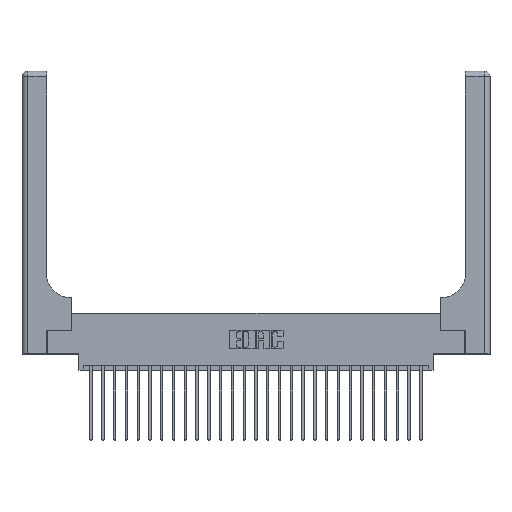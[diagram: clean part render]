
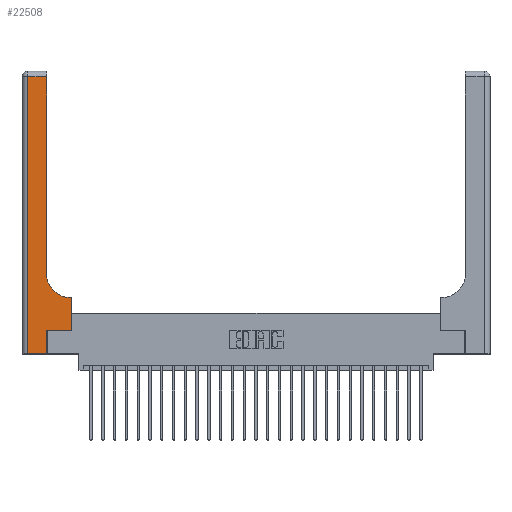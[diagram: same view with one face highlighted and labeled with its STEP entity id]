
A CAD part, top view. The second image highlights one B-rep face of the part: STEP entity #22508.
In plain terms, the highlighted planar face has unit normal (0, 0, 1).
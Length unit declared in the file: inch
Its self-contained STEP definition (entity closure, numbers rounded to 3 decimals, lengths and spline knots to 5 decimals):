
#26 = ORIENTED_EDGE ( 'NONE', *, *, #13077, .T. ) ;
#819 = CARTESIAN_POINT ( 'NONE',  ( 0.265, 0.25, 0.37 ) ) ;
#1075 = VERTEX_POINT ( 'NONE', #19818 ) ;
#1251 = DIRECTION ( 'NONE',  ( 0., 1., 0. ) ) ;
#1540 = EDGE_CURVE ( 'NONE', #16908, #8452, #22050, .T. ) ;
#1600 = DIRECTION ( 'NONE',  ( 1., 0., 0. ) ) ;
#1689 = CARTESIAN_POINT ( 'NONE',  ( 0.265, 0., 0.37 ) ) ;
#1801 = CARTESIAN_POINT ( 'NONE',  ( 0.528, 0.25, 0.37 ) ) ;
#1956 = ORIENTED_EDGE ( 'NONE', *, *, #17020, .T. ) ;
#2439 = PLANE ( 'NONE',  #13082 ) ;
#2478 = CARTESIAN_POINT ( 'NONE',  ( 0.06, 0., 0.37 ) ) ;
#3158 = VERTEX_POINT ( 'NONE', #13763 ) ;
#3257 = EDGE_LOOP ( 'NONE', ( #20525, #1956, #9283, #26, #20669, #25753, #9888, #14806, #18903 ) ) ;
#3607 = CARTESIAN_POINT ( 'NONE',  ( 0.51, 0.85, 0.37 ) ) ;
#4049 = LINE ( 'NONE', #1801, #13950 ) ;
#4559 = VECTOR ( 'NONE', #19957, 39.37008 ) ;
#4671 = CIRCLE ( 'NONE', #18791, 0.25 ) ;
#4717 = EDGE_CURVE ( 'NONE', #1075, #5420, #26281, .T. ) ;
#4929 = VECTOR ( 'NONE', #15393, 39.37008 ) ;
#5420 = VERTEX_POINT ( 'NONE', #13428 ) ;
#5476 = CARTESIAN_POINT ( 'NONE',  ( 0.06, 2.94, 0.37 ) ) ;
#5867 = DIRECTION ( 'NONE',  ( -1., 0., 0. ) ) ;
#5879 = DIRECTION ( 'NONE',  ( 1., 0., 0. ) ) ;
#6067 = DIRECTION ( 'NONE',  ( 0., 1., 0. ) ) ;
#6291 = EDGE_CURVE ( 'NONE', #3158, #1075, #4671, .T. ) ;
#6552 = EDGE_CURVE ( 'NONE', #16902, #12107, #16949, .T. ) ;
#7245 = CARTESIAN_POINT ( 'NONE',  ( 0.26, 0.6, 0.37 ) ) ;
#8452 = VERTEX_POINT ( 'NONE', #16393 ) ;
#9283 = ORIENTED_EDGE ( 'NONE', *, *, #6552, .T. ) ;
#9623 = LINE ( 'NONE', #24203, #18117 ) ;
#9888 = ORIENTED_EDGE ( 'NONE', *, *, #22297, .T. ) ;
#10070 = VERTEX_POINT ( 'NONE', #1689 ) ;
#10083 = VECTOR ( 'NONE', #1251, 39.37008 ) ;
#10147 = CARTESIAN_POINT ( 'NONE',  ( 0.265, 0.25, 0.37 ) ) ;
#10604 = DIRECTION ( 'NONE',  ( 0., 0., -1. ) ) ;
#10919 = EDGE_CURVE ( 'NONE', #10070, #16908, #19565, .T. ) ;
#12107 = VERTEX_POINT ( 'NONE', #2478 ) ;
#12990 = CARTESIAN_POINT ( 'NONE',  ( 0., 3., 0.37 ) ) ;
#13077 = EDGE_CURVE ( 'NONE', #12107, #10070, #22032, .T. ) ;
#13082 = AXIS2_PLACEMENT_3D ( 'NONE', #12990, #10604, #17003 ) ;
#13374 = LINE ( 'NONE', #7245, #4929 ) ;
#13428 = CARTESIAN_POINT ( 'NONE',  ( 0.26, 2.94, 0.37 ) ) ;
#13763 = CARTESIAN_POINT ( 'NONE',  ( 0.51, 0.6, 0.37 ) ) ;
#13950 = VECTOR ( 'NONE', #6067, 39.37008 ) ;
#14806 = ORIENTED_EDGE ( 'NONE', *, *, #15250, .T. ) ;
#15250 = EDGE_CURVE ( 'NONE', #20270, #3158, #13374, .T. ) ;
#15393 = DIRECTION ( 'NONE',  ( -1., 0., 0. ) ) ;
#16393 = CARTESIAN_POINT ( 'NONE',  ( 0.528, 0.25, 0.37 ) ) ;
#16902 = VERTEX_POINT ( 'NONE', #5476 ) ;
#16908 = VERTEX_POINT ( 'NONE', #819 ) ;
#16949 = LINE ( 'NONE', #25559, #25227 ) ;
#17003 = DIRECTION ( 'NONE',  ( -1., 0., 0. ) ) ;
#17020 = EDGE_CURVE ( 'NONE', #5420, #16902, #9623, .T. ) ;
#17266 = FACE_OUTER_BOUND ( 'NONE', #3257, .T. ) ;
#18117 = VECTOR ( 'NONE', #5867, 39.37008 ) ;
#18791 = AXIS2_PLACEMENT_3D ( 'NONE', #3607, #21817, #5879 ) ;
#18903 = ORIENTED_EDGE ( 'NONE', *, *, #6291, .T. ) ;
#19371 = DIRECTION ( 'NONE',  ( 0., -1., 0. ) ) ;
#19565 = LINE ( 'NONE', #26279, #10083 ) ;
#19818 = CARTESIAN_POINT ( 'NONE',  ( 0.26, 0.85, 0.37 ) ) ;
#19957 = DIRECTION ( 'NONE',  ( 0., 1., 0. ) ) ;
#20270 = VERTEX_POINT ( 'NONE', #20563 ) ;
#20525 = ORIENTED_EDGE ( 'NONE', *, *, #4717, .T. ) ;
#20563 = CARTESIAN_POINT ( 'NONE',  ( 0.528, 0.6, 0.37 ) ) ;
#20669 = ORIENTED_EDGE ( 'NONE', *, *, #10919, .T. ) ;
#20765 = VECTOR ( 'NONE', #24184, 39.37008 ) ;
#21817 = DIRECTION ( 'NONE',  ( 0., 0., -1. ) ) ;
#21905 = CARTESIAN_POINT ( 'NONE',  ( 0., 0., 0.37 ) ) ;
#22032 = LINE ( 'NONE', #21905, #20765 ) ;
#22050 = LINE ( 'NONE', #10147, #23524 ) ;
#22297 = EDGE_CURVE ( 'NONE', #8452, #20270, #4049, .T. ) ;
#22508 = ADVANCED_FACE ( 'NONE', ( #17266 ), #2439, .F. ) ;
#23524 = VECTOR ( 'NONE', #1600, 39.37008 ) ;
#24184 = DIRECTION ( 'NONE',  ( 1., 0., 0. ) ) ;
#24203 = CARTESIAN_POINT ( 'NONE',  ( 0., 2.94, 0.37 ) ) ;
#25227 = VECTOR ( 'NONE', #19371, 39.37008 ) ;
#25559 = CARTESIAN_POINT ( 'NONE',  ( 0.06, 3., 0.37 ) ) ;
#25753 = ORIENTED_EDGE ( 'NONE', *, *, #1540, .T. ) ;
#26016 = CARTESIAN_POINT ( 'NONE',  ( 0.26, 3., 0.37 ) ) ;
#26279 = CARTESIAN_POINT ( 'NONE',  ( 0.265, 0., 0.37 ) ) ;
#26281 = LINE ( 'NONE', #26016, #4559 ) ;
